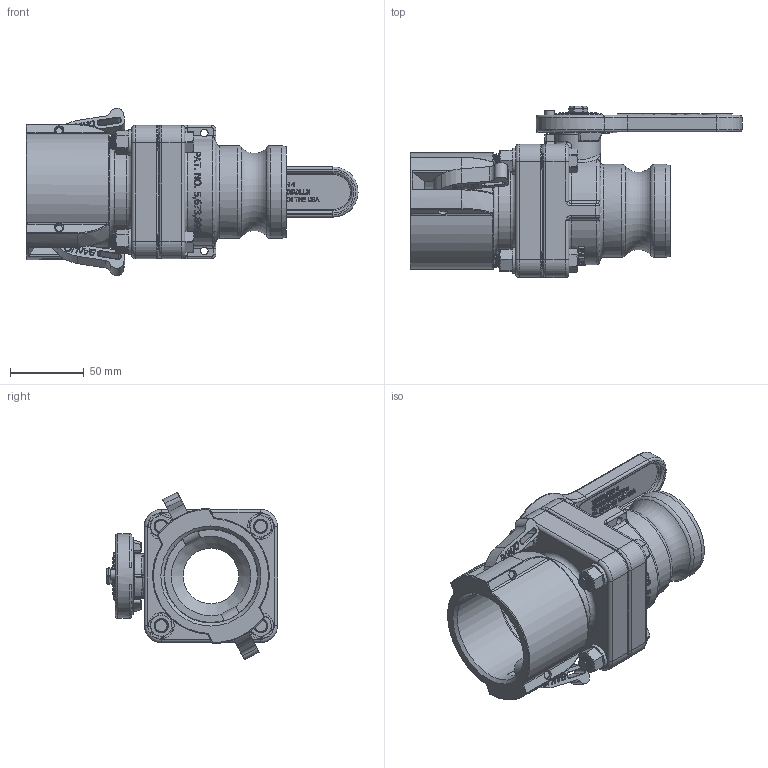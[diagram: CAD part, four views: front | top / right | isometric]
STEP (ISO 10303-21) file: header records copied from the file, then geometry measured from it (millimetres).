
FILE_DESCRIPTION(/* description */ ('2" VALVE W/ "F" ADAPTER'),/* implementation_level */ '2;1');
FILE_NAME(/* name */ 'VSFB201.stp',/* time_stamp */ '2020-05-11T15:14:45-04:00',/* author */ ('MEG'),/* organization */ (''),/* preprocessor_version */ 'ST-DEVELOPER v17.2',/* originating_system */ 'Autodesk Inventor 2019',/* authorisation */ '');
FILE_SCHEMA (('AUTOMOTIVE_DESIGN { 1 0 10303 214 3 1 1 }'));
Products named in the file (26): VSFB201; VF22254; VF22254Y; VF22254X; WS20258; VS20255; VS20255M; V20255BX; VS20258A; VSB20256; VSMB20256; VYMB20256; VYB20256; VXB20256; 150(200)XKS; 200P; V21204; VS20151; V20151; V20060; VS20152SH; V20021; V20020; V20010SS; V20018; V20019
Assembly tree (37 placements, depth 6):
  VSFB201
    VF22254
      VF22254Y
        VF22254X
      WS20258
    VS20255
      VS20255M
        V20255BX
    VS20258A
    VSB20256
      VSMB20256
        VYMB20256
          VYB20256
            VXB20256
      150(200)XKS  x2
      200P  x2
    V21204
    VS20151
      V20151
      V20060
    V20060
    VS20152SH
    V20021
    V20020
    V20010SS  x4
    V20018  x4
    V20019  x4
Bounding box: 225.04 x 116.1 x 113.61 mm (x, y, z)
Volume: 608799.3 mm3; surface area: 182400.5 mm2
Topology: 29 solids, 29 shells, 3104 faces, 7779 edges, 4903 vertices
Faces by surface type: plane 1251, cylinder 678, bspline 603, cone 483, torus 84, sphere 5
Full cylindrical faces by diameter (mm): 2.997 x1, 3.302 x2, 4.978 x1, 5.08 x2, 6.325 x2, 6.35 x5, 6.553 x2, 7.144 x1, 8.915 x4, 9.525 x4, 10.312 x8, 18.923 x1, 19.05 x2, 19.304 x1, 23.812 x2, 24.13 x1, 25.4 x2, 25.908 x1, 26.416 x1, 32.512 x1, 37.592 x1, 38.1 x4, 39.192 x1, 43.18 x3, 47.752 x1, 50.546 x1, 50.698 x1, 50.876 x1, 57.404 x1, 58.42 x1
Entity records: 79724 total; most frequent: CARTESIAN_POINT 26714, ORIENTED_EDGE 11626, DIRECTION 9348, EDGE_CURVE 5813, VERTEX_POINT 3781, LINE 3330, VECTOR 3330, AXIS2_PLACEMENT_3D 3009
